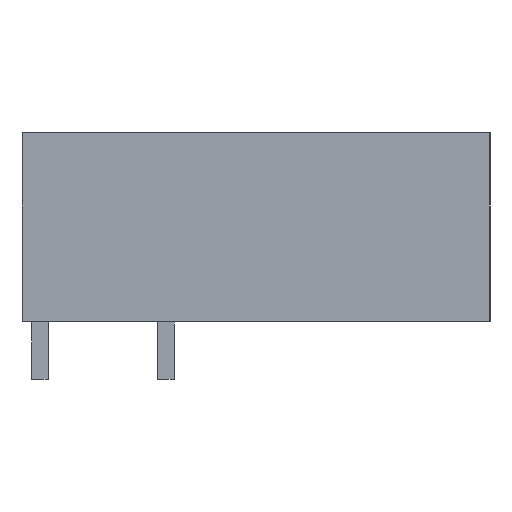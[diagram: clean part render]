
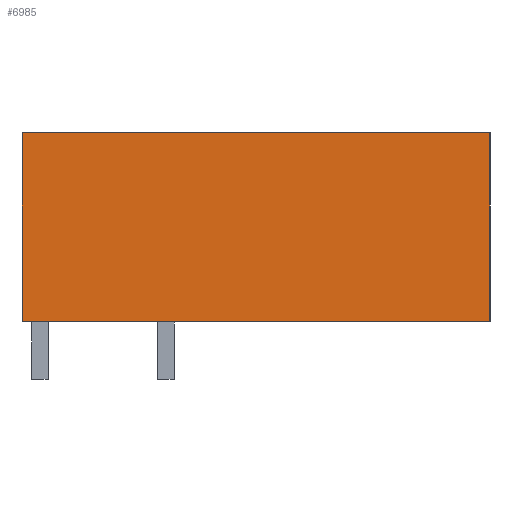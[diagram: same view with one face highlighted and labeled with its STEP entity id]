
A CAD part, left-side view. The second image highlights one B-rep face of the part: STEP entity #6985.
In plain terms, the highlighted planar face has unit normal (-1, 0, 0).
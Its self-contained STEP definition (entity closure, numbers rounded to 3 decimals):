
#6977=AXIS2_PLACEMENT_3D('Plane Axis2P3D',#6974,#6975,#6976) ;
#297=CARTESIAN_POINT('Vertex',(0.,28.3,14.9)) ;
#300=CARTESIAN_POINT('Line Origine',(0.,14.15,14.9)) ;
#304=CARTESIAN_POINT('Vertex',(0.,0.,14.9)) ;
#563=CARTESIAN_POINT('Line Origine',(0.,0.,9.2)) ;
#567=CARTESIAN_POINT('Vertex',(0.,0.,3.5)) ;
#1491=CARTESIAN_POINT('Line Origine',(0.,14.15,3.5)) ;
#1495=CARTESIAN_POINT('Vertex',(0.,28.3,3.5)) ;
#6932=CARTESIAN_POINT('Line Origine',(0.,28.3,9.2)) ;
#6974=CARTESIAN_POINT('Axis2P3D Location',(0.,15.8,14.8)) ;
#301=DIRECTION('Vector Direction',(0.,1.,0.)) ;
#564=DIRECTION('Vector Direction',(0.,0.,1.)) ;
#1492=DIRECTION('Vector Direction',(0.,-1.,0.)) ;
#6933=DIRECTION('Vector Direction',(0.,0.,-1.)) ;
#6975=DIRECTION('Axis2P3D Direction',(-1.,0.,0.)) ;
#6976=DIRECTION('Axis2P3D XDirection',(0.,0.,-1.)) ;
#302=VECTOR('Line Direction',#301,1.) ;
#565=VECTOR('Line Direction',#564,1.) ;
#1493=VECTOR('Line Direction',#1492,1.) ;
#6934=VECTOR('Line Direction',#6933,1.) ;
#6980=ORIENTED_EDGE('',*,*,#569,.T.) ;
#6981=ORIENTED_EDGE('',*,*,#306,.T.) ;
#6982=ORIENTED_EDGE('',*,*,#6936,.T.) ;
#6983=ORIENTED_EDGE('',*,*,#1497,.T.) ;
#6985=ADVANCED_FACE('HOUSING',(#6984),#6978,.T.) ;
#306=EDGE_CURVE('',#305,#298,#303,.T.) ;
#569=EDGE_CURVE('',#568,#305,#566,.T.) ;
#1497=EDGE_CURVE('',#1496,#568,#1494,.T.) ;
#6936=EDGE_CURVE('',#298,#1496,#6935,.T.) ;
#6979=EDGE_LOOP('',(#6980,#6981,#6982,#6983)) ;
#6984=FACE_OUTER_BOUND('',#6979,.T.) ;
#303=LINE('Line',#300,#302) ;
#566=LINE('Line',#563,#565) ;
#1494=LINE('Line',#1491,#1493) ;
#6935=LINE('Line',#6932,#6934) ;
#6978=PLANE('',#6977) ;
#298=VERTEX_POINT('',#297) ;
#305=VERTEX_POINT('',#304) ;
#568=VERTEX_POINT('',#567) ;
#1496=VERTEX_POINT('',#1495) ;
